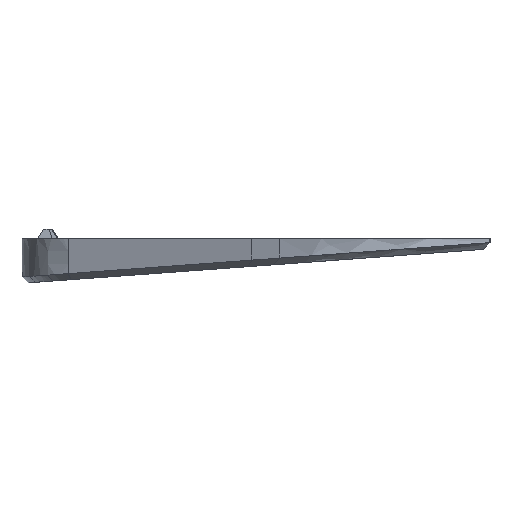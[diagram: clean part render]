
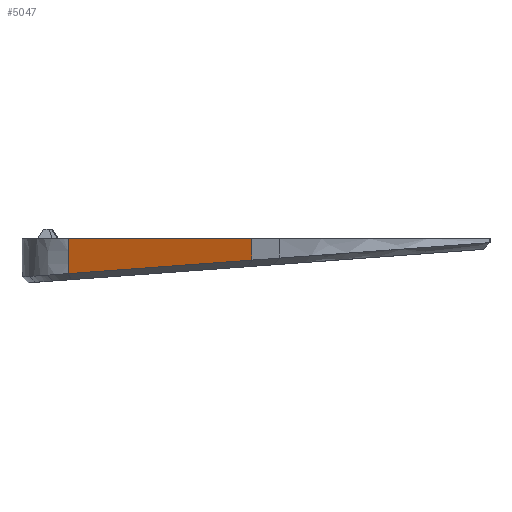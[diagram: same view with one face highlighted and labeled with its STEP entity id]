
A CAD part, left-side view. The second image highlights one B-rep face of the part: STEP entity #5047.
In plain terms, the highlighted planar face has unit normal (-0.933, 0.359, 0).
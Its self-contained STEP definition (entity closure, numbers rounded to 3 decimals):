
#697=FACE_OUTER_BOUND('',#1001,.T.);
#1001=EDGE_LOOP('',(#4112,#4113,#4114,#4115));
#1404=LINE('',#8403,#1830);
#1409=LINE('',#8906,#1835);
#1411=LINE('',#8956,#1837);
#1412=LINE('',#8957,#1838);
#1830=VECTOR('',#5891,10.);
#1835=VECTOR('',#5900,8.333);
#1837=VECTOR('',#5904,8.333);
#1838=VECTOR('',#5905,10.);
#2295=VERTEX_POINT('',#8401);
#2296=VERTEX_POINT('',#8402);
#2305=VERTEX_POINT('',#8905);
#2308=VERTEX_POINT('',#8955);
#2935=EDGE_CURVE('',#2295,#2296,#1404,.T.);
#2951=EDGE_CURVE('',#2296,#2305,#1409,.T.);
#2955=EDGE_CURVE('',#2295,#2308,#1411,.T.);
#2956=EDGE_CURVE('',#2305,#2308,#1412,.T.);
#4112=ORIENTED_EDGE('',*,*,#2935,.F.);
#4113=ORIENTED_EDGE('',*,*,#2955,.T.);
#4114=ORIENTED_EDGE('',*,*,#2956,.F.);
#4115=ORIENTED_EDGE('',*,*,#2951,.F.);
#4835=PLANE('',#5308);
#5047=ADVANCED_FACE('',(#697),#4835,.T.);
#5308=AXIS2_PLACEMENT_3D('',#8954,#5902,#5903);
#5891=DIRECTION('',(0.358,0.931,-0.068));
#5900=DIRECTION('',(0.,0.,1.));
#5902=DIRECTION('center_axis',(-0.934,0.359,0.));
#5903=DIRECTION('ref_axis',(0.,0.,1.));
#5904=DIRECTION('',(0.,0.,1.));
#5905=DIRECTION('',(-0.359,-0.934,0.));
#8401=CARTESIAN_POINT('',(-127.195,15.307,18.681));
#8402=CARTESIAN_POINT('',(-104.628,74.058,14.367));
#8403=CARTESIAN_POINT('',(-105.597,71.535,14.552));
#8905=CARTESIAN_POINT('',(-104.628,74.058,25.6));
#8906=CARTESIAN_POINT('',(-104.628,74.058,20.6));
#8954=CARTESIAN_POINT('Origin',(-104.628,74.058,20.6));
#8955=CARTESIAN_POINT('',(-127.195,15.307,25.6));
#8956=CARTESIAN_POINT('',(-127.195,15.307,20.6));
#8957=CARTESIAN_POINT('',(-127.195,15.307,25.6));
